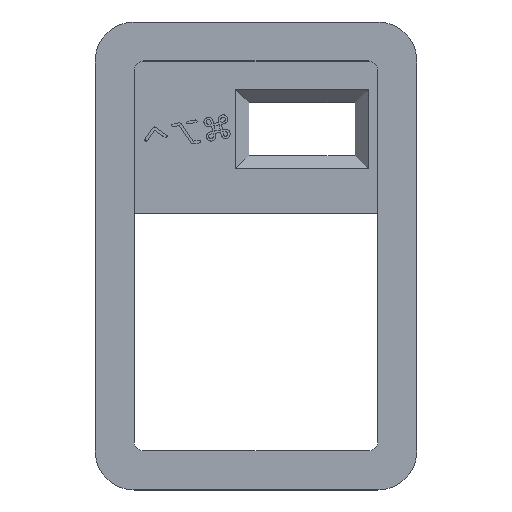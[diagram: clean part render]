
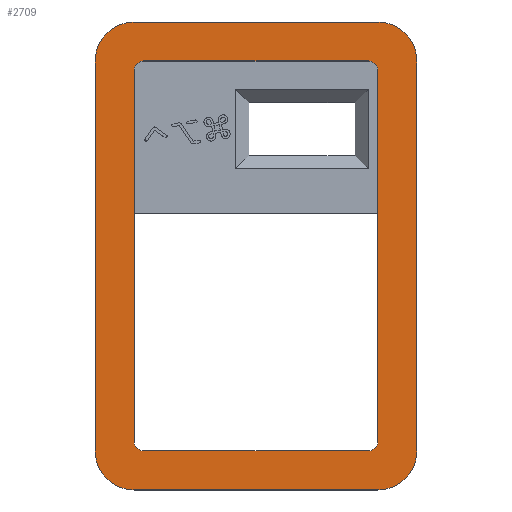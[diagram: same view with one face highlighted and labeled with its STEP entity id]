
A CAD part, top view. The second image highlights one B-rep face of the part: STEP entity #2709.
In plain terms, the highlighted planar face has unit normal (0, 0, 1).
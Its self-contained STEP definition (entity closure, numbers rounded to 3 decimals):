
#179=FACE_BOUND('',#559,.T.);
#255=PLANE('',#2858);
#396=FACE_OUTER_BOUND('',#558,.T.);
#558=EDGE_LOOP('',(#2501,#2502,#2503,#2504,#2505,#2506,#2507,#2508));
#559=EDGE_LOOP('',(#2509,#2510,#2511,#2512,#2513,#2514,#2515,#2516));
#629=LINE('',#3603,#894);
#793=LINE('',#4692,#1058);
#797=LINE('',#4702,#1062);
#814=LINE('',#4737,#1079);
#826=LINE('',#4761,#1091);
#827=LINE('',#4766,#1092);
#828=LINE('',#4770,#1093);
#829=LINE('',#4774,#1094);
#894=VECTOR('',#3044,10.);
#1058=VECTOR('',#3306,10.);
#1062=VECTOR('',#3316,10.);
#1079=VECTOR('',#3349,10.);
#1091=VECTOR('',#3379,10.);
#1092=VECTOR('',#3384,10.);
#1093=VECTOR('',#3389,10.);
#1094=VECTOR('',#3392,10.);
#1131=CIRCLE('',#2840,2.5);
#1132=CIRCLE('',#2843,2.5);
#1134=CIRCLE('',#2859,10.);
#1135=CIRCLE('',#2860,10.);
#1136=CIRCLE('',#2861,10.);
#1137=CIRCLE('',#2862,10.);
#1138=CIRCLE('',#2863,2.5);
#1139=CIRCLE('',#2864,2.5);
#1203=VERTEX_POINT('',#3600);
#1204=VERTEX_POINT('',#3602);
#1375=VERTEX_POINT('',#4689);
#1376=VERTEX_POINT('',#4691);
#1377=VERTEX_POINT('',#4695);
#1378=VERTEX_POINT('',#4696);
#1379=VERTEX_POINT('',#4701);
#1388=VERTEX_POINT('',#4734);
#1389=VERTEX_POINT('',#4736);
#1391=VERTEX_POINT('',#4759);
#1392=VERTEX_POINT('',#4760);
#1393=VERTEX_POINT('',#4763);
#1394=VERTEX_POINT('',#4765);
#1395=VERTEX_POINT('',#4769);
#1396=VERTEX_POINT('',#4771);
#1397=VERTEX_POINT('',#4773);
#1482=EDGE_CURVE('',#1204,#1203,#629,.T.);
#1736=EDGE_CURVE('',#1376,#1375,#793,.F.);
#1738=EDGE_CURVE('',#1377,#1378,#1131,.F.);
#1741=EDGE_CURVE('',#1379,#1377,#797,.F.);
#1743=EDGE_CURVE('',#1375,#1379,#1132,.F.);
#1760=EDGE_CURVE('',#1389,#1388,#814,.T.);
#1772=EDGE_CURVE('',#1391,#1392,#826,.T.);
#1773=EDGE_CURVE('',#1392,#1204,#1134,.T.);
#1774=EDGE_CURVE('',#1203,#1393,#1135,.T.);
#1775=EDGE_CURVE('',#1393,#1394,#827,.T.);
#1776=EDGE_CURVE('',#1394,#1389,#1136,.T.);
#1777=EDGE_CURVE('',#1388,#1391,#1137,.T.);
#1778=EDGE_CURVE('',#1378,#1395,#828,.T.);
#1779=EDGE_CURVE('',#1395,#1396,#1138,.T.);
#1780=EDGE_CURVE('',#1396,#1397,#829,.T.);
#1781=EDGE_CURVE('',#1397,#1376,#1139,.T.);
#2501=ORIENTED_EDGE('',*,*,#1772,.T.);
#2502=ORIENTED_EDGE('',*,*,#1773,.T.);
#2503=ORIENTED_EDGE('',*,*,#1482,.T.);
#2504=ORIENTED_EDGE('',*,*,#1774,.T.);
#2505=ORIENTED_EDGE('',*,*,#1775,.T.);
#2506=ORIENTED_EDGE('',*,*,#1776,.T.);
#2507=ORIENTED_EDGE('',*,*,#1760,.T.);
#2508=ORIENTED_EDGE('',*,*,#1777,.T.);
#2509=ORIENTED_EDGE('',*,*,#1778,.T.);
#2510=ORIENTED_EDGE('',*,*,#1779,.T.);
#2511=ORIENTED_EDGE('',*,*,#1780,.T.);
#2512=ORIENTED_EDGE('',*,*,#1781,.T.);
#2513=ORIENTED_EDGE('',*,*,#1736,.T.);
#2514=ORIENTED_EDGE('',*,*,#1743,.T.);
#2515=ORIENTED_EDGE('',*,*,#1741,.T.);
#2516=ORIENTED_EDGE('',*,*,#1738,.T.);
#2709=ADVANCED_FACE('',(#396,#179),#255,.T.);
#2840=AXIS2_PLACEMENT_3D('',#4697,#3310,#3311);
#2843=AXIS2_PLACEMENT_3D('',#4705,#3320,#3321);
#2858=AXIS2_PLACEMENT_3D('',#4758,#3377,#3378);
#2859=AXIS2_PLACEMENT_3D('',#4762,#3380,#3381);
#2860=AXIS2_PLACEMENT_3D('',#4764,#3382,#3383);
#2861=AXIS2_PLACEMENT_3D('',#4767,#3385,#3386);
#2862=AXIS2_PLACEMENT_3D('',#4768,#3387,#3388);
#2863=AXIS2_PLACEMENT_3D('',#4772,#3390,#3391);
#2864=AXIS2_PLACEMENT_3D('',#4775,#3393,#3394);
#3044=DIRECTION('',(-1.,0.,0.));
#3306=DIRECTION('',(0.,-1.,0.));
#3310=DIRECTION('center_axis',(0.,0.,1.));
#3311=DIRECTION('ref_axis',(1.,0.,0.));
#3316=DIRECTION('',(-1.,0.,0.));
#3320=DIRECTION('center_axis',(0.,0.,1.));
#3321=DIRECTION('ref_axis',(0.,1.,0.));
#3349=DIRECTION('',(1.,0.,0.));
#3377=DIRECTION('center_axis',(0.,0.,1.));
#3378=DIRECTION('ref_axis',(1.,0.,0.));
#3379=DIRECTION('',(0.,1.,0.));
#3380=DIRECTION('center_axis',(0.,0.,1.));
#3381=DIRECTION('ref_axis',(1.,0.,0.));
#3382=DIRECTION('center_axis',(0.,0.,1.));
#3383=DIRECTION('ref_axis',(0.,1.,0.));
#3384=DIRECTION('',(0.,-1.,0.));
#3385=DIRECTION('center_axis',(0.,0.,1.));
#3386=DIRECTION('ref_axis',(-1.,0.,0.));
#3387=DIRECTION('center_axis',(0.,0.,1.));
#3388=DIRECTION('ref_axis',(0.,-1.,0.));
#3389=DIRECTION('',(0.,-1.,0.));
#3390=DIRECTION('center_axis',(0.,0.,-1.));
#3391=DIRECTION('ref_axis',(0.,-1.,0.));
#3392=DIRECTION('',(-1.,0.,0.));
#3393=DIRECTION('center_axis',(0.,0.,-1.));
#3394=DIRECTION('ref_axis',(-1.,0.,0.));
#3600=CARTESIAN_POINT('',(0.,110.,29.6));
#3602=CARTESIAN_POINT('',(62.5,110.,29.6));
#3603=CARTESIAN_POINT('',(46.875,110.,29.6));
#4689=CARTESIAN_POINT('',(0.,97.5,29.6));
#4691=CARTESIAN_POINT('',(0.,2.5,29.6));
#4692=CARTESIAN_POINT('',(0.,44.,29.6));
#4695=CARTESIAN_POINT('',(60.,100.,29.6));
#4696=CARTESIAN_POINT('',(62.5,97.5,29.6));
#4697=CARTESIAN_POINT('Origin',(60.,97.5,29.6));
#4701=CARTESIAN_POINT('',(2.5,100.,29.6));
#4702=CARTESIAN_POINT('',(16.875,100.,29.6));
#4705=CARTESIAN_POINT('Origin',(2.5,97.5,29.6));
#4734=CARTESIAN_POINT('',(62.5,-10.,29.6));
#4736=CARTESIAN_POINT('',(0.,-10.,29.6));
#4737=CARTESIAN_POINT('',(15.625,-10.,29.6));
#4758=CARTESIAN_POINT('Origin',(31.25,85.5,29.6));
#4759=CARTESIAN_POINT('',(72.5,0.,29.6));
#4760=CARTESIAN_POINT('',(72.5,100.,29.6));
#4761=CARTESIAN_POINT('',(72.5,73.25,29.6));
#4762=CARTESIAN_POINT('Origin',(62.5,100.,29.6));
#4763=CARTESIAN_POINT('',(-10.,100.,29.6));
#4764=CARTESIAN_POINT('Origin',(0.,100.,29.6));
#4765=CARTESIAN_POINT('',(-10.,0.,29.6));
#4766=CARTESIAN_POINT('',(-10.,92.75,29.6));
#4767=CARTESIAN_POINT('Origin',(0.,0.,
29.6));
#4768=CARTESIAN_POINT('Origin',(62.5,0.,29.6));
#4769=CARTESIAN_POINT('',(62.5,2.5,29.6));
#4770=CARTESIAN_POINT('',(62.5,73.25,29.6));
#4771=CARTESIAN_POINT('',(60.,0.,29.6));
#4772=CARTESIAN_POINT('Origin',(60.,2.5,29.6));
#4773=CARTESIAN_POINT('',(2.5,0.,29.6));
#4774=CARTESIAN_POINT('',(45.625,0.,29.6));
#4775=CARTESIAN_POINT('Origin',(2.5,2.5,29.6));
